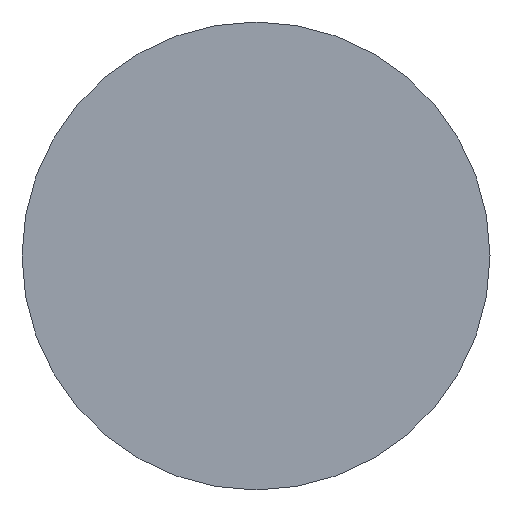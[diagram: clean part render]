
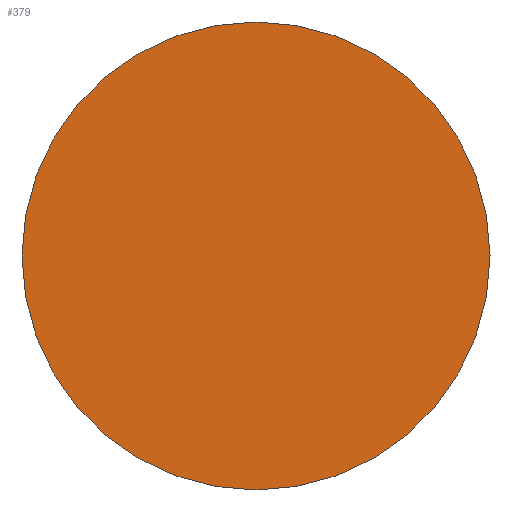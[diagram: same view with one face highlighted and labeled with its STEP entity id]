
A CAD part, front view. The second image highlights one B-rep face of the part: STEP entity #379.
In plain terms, the highlighted face is planar.
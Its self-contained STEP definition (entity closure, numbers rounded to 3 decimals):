
#39=CIRCLE('',#441,50.);
#51=PLANE('',#443);
#71=FACE_OUTER_BOUND('',#96,.T.);
#96=EDGE_LOOP('',(#315));
#199=VERTEX_POINT('',#1099);
#240=EDGE_CURVE('',#199,#199,#39,.T.);
#315=ORIENTED_EDGE('',*,*,#240,.T.);
#379=ADVANCED_FACE('',(#71),#51,.T.);
#441=AXIS2_PLACEMENT_3D('',#1100,#500,#501);
#443=AXIS2_PLACEMENT_3D('',#1104,#505,#506);
#500=DIRECTION('center_axis',(0.,1.,0.));
#501=DIRECTION('ref_axis',(1.,0.,0.));
#505=DIRECTION('center_axis',(0.,1.,0.));
#506=DIRECTION('ref_axis',(1.,0.,0.));
#1099=CARTESIAN_POINT('',(-50.,4.,0.));
#1100=CARTESIAN_POINT('Origin',(0.,4.,0.));
#1104=CARTESIAN_POINT('Origin',(0.,4.,0.));
